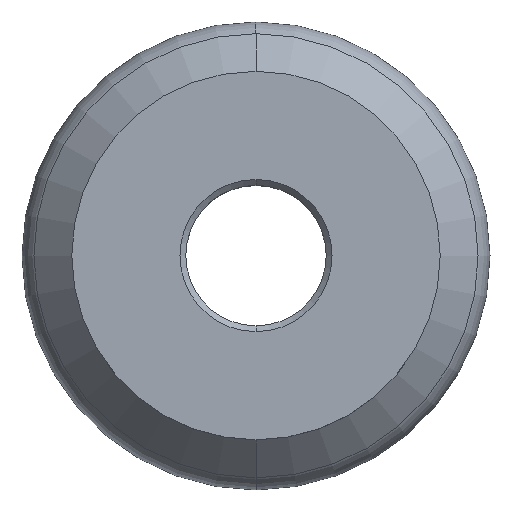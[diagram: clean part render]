
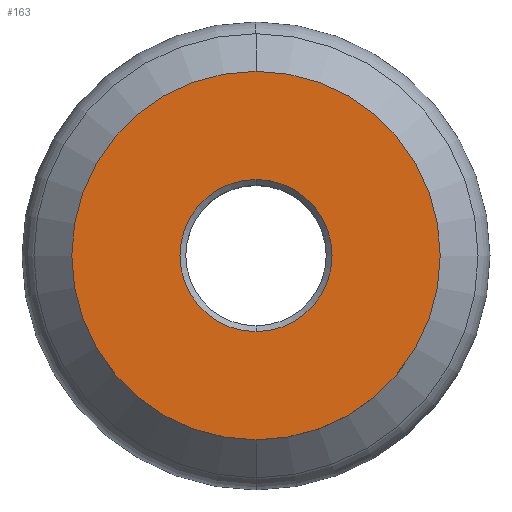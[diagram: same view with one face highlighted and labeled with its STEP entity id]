
A CAD part, top view. The second image highlights one B-rep face of the part: STEP entity #163.
In plain terms, the highlighted planar face has unit normal (0, 0, 1).
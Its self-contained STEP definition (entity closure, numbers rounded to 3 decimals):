
#141=VERTEX_POINT('',#362);
#163=ADVANCED_FACE('',(#384,#385),#386,.T.);
#209=EDGE_CURVE('',#243,#247,#438,.T.);
#235=EDGE_CURVE('',#293,#141,#469,.T.);
#243=VERTEX_POINT('',#477);
#247=VERTEX_POINT('',#481);
#279=EDGE_CURVE('',#247,#243,#515,.T.);
#293=VERTEX_POINT('',#533);
#323=EDGE_CURVE('',#141,#293,#567,.T.);
#362=CARTESIAN_POINT('',(0.0,10.319,0.0));
#384=FACE_BOUND('',#633,.T.);
#385=FACE_OUTER_BOUND('',#634,.T.);
#386=PLANE('',#635);
#438=CIRCLE('',#700,25.0);
#469=CIRCLE('',#737,10.319);
#477=CARTESIAN_POINT('',(0.0,25.0,0.0));
#481=CARTESIAN_POINT('',(0.,-25.0,0.0));
#515=CIRCLE('',#800,25.0);
#533=CARTESIAN_POINT('',(0.,-10.319,0.0));
#567=CIRCLE('',#863,10.319);
#633=EDGE_LOOP('',(#913,#914));
#634=EDGE_LOOP('',(#915,#916));
#635=AXIS2_PLACEMENT_3D('',#917,#918,#919);
#700=AXIS2_PLACEMENT_3D('',#989,#990,#991);
#737=AXIS2_PLACEMENT_3D('',#1042,#1043,#1044);
#800=AXIS2_PLACEMENT_3D('',#1088,#1089,#1090);
#863=AXIS2_PLACEMENT_3D('',#1171,#1172,#1173);
#913=ORIENTED_EDGE('',*,*,#323,.T.);
#914=ORIENTED_EDGE('',*,*,#235,.T.);
#915=ORIENTED_EDGE('',*,*,#209,.F.);
#916=ORIENTED_EDGE('',*,*,#279,.F.);
#917=CARTESIAN_POINT('',(0.0,12.5,0.0));
#918=DIRECTION('',(-0.0,0.0,1.0));
#919=DIRECTION('',(0.0,-1.0,0.0));
#989=CARTESIAN_POINT('',(0.0,0.0,0.0));
#990=DIRECTION('',(0.0,0.0,-1.0));
#991=DIRECTION('',(0.0,1.0,0.0));
#1042=CARTESIAN_POINT('',(0.0,0.0,0.0));
#1043=DIRECTION('',(-0.0,0.0,-1.0));
#1044=DIRECTION('',(0.0,1.0,0.0));
#1088=CARTESIAN_POINT('',(0.0,0.0,0.0));
#1089=DIRECTION('',(0.0,0.0,-1.0));
#1090=DIRECTION('',(0.0,1.0,0.0));
#1171=CARTESIAN_POINT('',(0.0,0.0,0.0));
#1172=DIRECTION('',(-0.0,0.0,-1.0));
#1173=DIRECTION('',(0.0,1.0,0.0));
